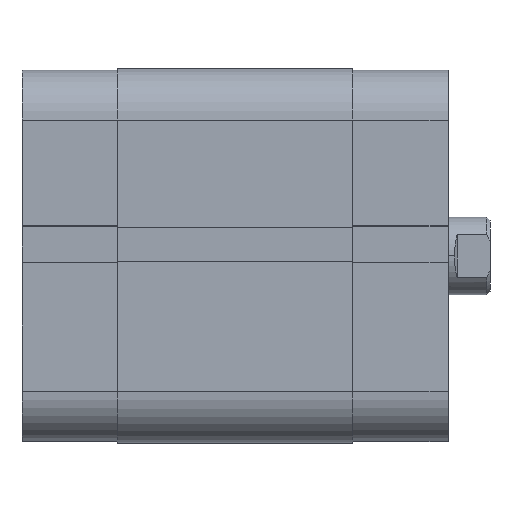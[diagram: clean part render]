
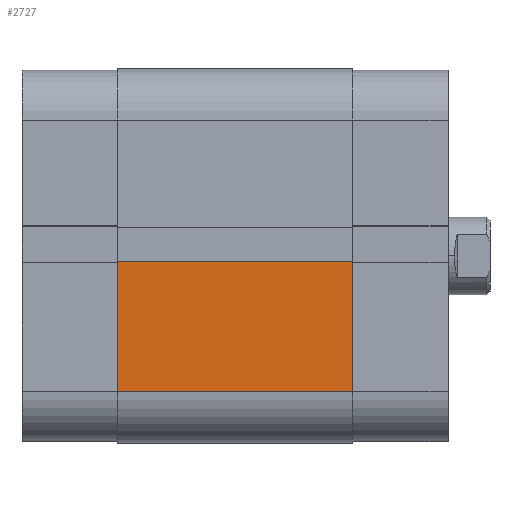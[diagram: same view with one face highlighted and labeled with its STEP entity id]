
A CAD part, top view. The second image highlights one B-rep face of the part: STEP entity #2727.
In plain terms, the highlighted face is planar.
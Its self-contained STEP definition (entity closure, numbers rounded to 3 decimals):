
#650 = VECTOR ( 'NONE', #4458, 1000. ) ;
#656 = LINE ( 'NONE', #4457, #650 ) ;
#659 = LINE ( 'NONE', #4449, #660 ) ;
#660 = VECTOR ( 'NONE', #4450, 1000. ) ;
#662 = LINE ( 'NONE', #4463, #674 ) ;
#666 = LINE ( 'NONE', #4448, #672 ) ;
#672 = VECTOR ( 'NONE', #4465, 1000. ) ;
#674 = VECTOR ( 'NONE', #4467, 1000. ) ;
#2727 = ADVANCED_FACE ( 'NONE', ( #6291 ), #3357, .T. ) ;
#3066 = VERTEX_POINT ( 'NONE', #4172 ) ;
#3103 = VERTEX_POINT ( 'NONE', #4209 ) ;
#3356 = CARTESIAN_POINT ( 'NONE',  ( 29., -63.941, 36.5 ) ) ;
#3357 = PLANE ( 'NONE',  #5188 ) ;
#3359 = DIRECTION ( 'NONE',  ( 1., 0., 0. ) ) ;
#3360 = DIRECTION ( 'NONE',  ( 0., 1., 0. ) ) ;
#4172 = CARTESIAN_POINT ( 'NONE',  ( 29., 21., 0. ) ) ;
#4209 = CARTESIAN_POINT ( 'NONE',  ( 29., 21., 36.5 ) ) ;
#4316 = CARTESIAN_POINT ( 'NONE',  ( 29., 0.85, 36.5 ) ) ;
#4448 = CARTESIAN_POINT ( 'NONE',  ( 29., 21., 36.5 ) ) ;
#4449 = CARTESIAN_POINT ( 'NONE',  ( 29., -63.941, 36.5 ) ) ;
#4450 = DIRECTION ( 'NONE',  ( 0., -1., 0. ) ) ;
#4457 = CARTESIAN_POINT ( 'NONE',  ( 29., 0.85, 36.5 ) ) ;
#4458 = DIRECTION ( 'NONE',  ( 0., 0., -1. ) ) ;
#4463 = CARTESIAN_POINT ( 'NONE',  ( 29., -63.941, 0. ) ) ;
#4465 = DIRECTION ( 'NONE',  ( 0., 0., -1. ) ) ;
#4467 = DIRECTION ( 'NONE',  ( 0., -1., 0. ) ) ;
#4472 = CARTESIAN_POINT ( 'NONE',  ( 29., 0.85, 0. ) ) ;
#4632 = VERTEX_POINT ( 'NONE', #4316 ) ;
#4697 = EDGE_CURVE ( 'NONE', #3103, #4632, #659, .T. ) ;
#4701 = EDGE_CURVE ( 'NONE', #4632, #4710, #656, .T. ) ;
#4704 = EDGE_CURVE ( 'NONE', #3103, #3066, #666, .T. ) ;
#4705 = EDGE_CURVE ( 'NONE', #3066, #4710, #662, .T. ) ;
#4710 = VERTEX_POINT ( 'NONE', #4472 ) ;
#5188 = AXIS2_PLACEMENT_3D ( 'NONE', #3356, #3359, #3360 ) ;
#5724 = ORIENTED_EDGE ( 'NONE', *, *, #4701, .T. ) ;
#5725 = ORIENTED_EDGE ( 'NONE', *, *, #4697, .T. ) ;
#5726 = ORIENTED_EDGE ( 'NONE', *, *, #4704, .F. ) ;
#5727 = ORIENTED_EDGE ( 'NONE', *, *, #4705, .F. ) ;
#5900 = EDGE_LOOP ( 'NONE', ( #5727, #5726, #5725, #5724 ) ) ;
#6291 = FACE_OUTER_BOUND ( 'NONE', #5900, .T. ) ;
